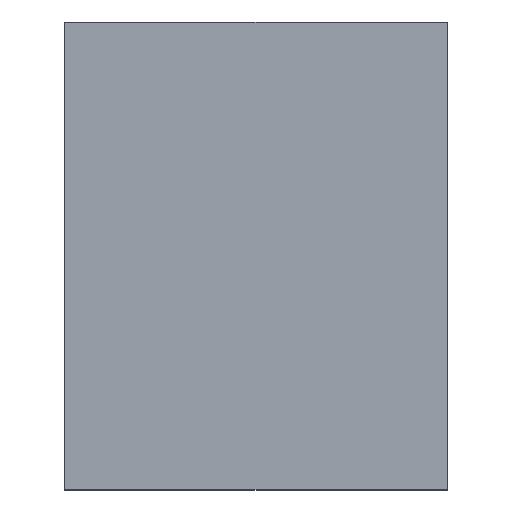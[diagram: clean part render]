
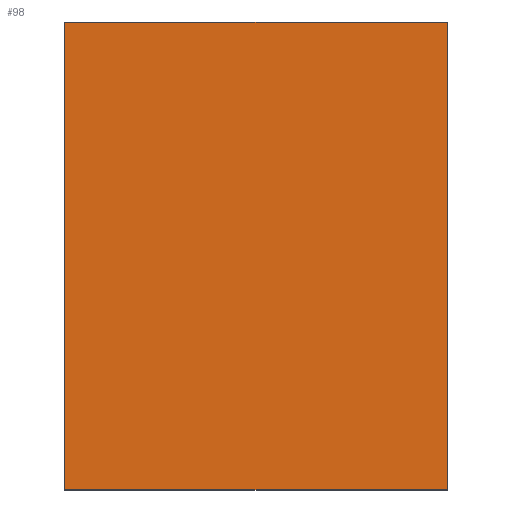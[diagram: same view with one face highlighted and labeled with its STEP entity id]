
A CAD part, top view. The second image highlights one B-rep face of the part: STEP entity #98.
In plain terms, the highlighted planar face has unit normal (0, 0, 1).
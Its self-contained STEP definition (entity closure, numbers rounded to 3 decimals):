
#7 = EDGE_CURVE ( 'NONE', #87, #66, #171, .T. ) ;
#12 = CARTESIAN_POINT ( 'NONE',  ( -315., 385., 10. ) ) ;
#13 = LINE ( 'NONE', #88, #28 ) ;
#17 = CARTESIAN_POINT ( 'NONE',  ( -315., -385., 10. ) ) ;
#28 = VECTOR ( 'NONE', #151, 1000. ) ;
#30 = CARTESIAN_POINT ( 'NONE',  ( -315., -385., 10. ) ) ;
#42 = ORIENTED_EDGE ( 'NONE', *, *, #113, .T. ) ;
#45 = VECTOR ( 'NONE', #168, 1000. ) ;
#57 = FACE_OUTER_BOUND ( 'NONE', #149, .T. ) ;
#64 = CARTESIAN_POINT ( 'NONE',  ( 315., 385., 10. ) ) ;
#66 = VERTEX_POINT ( 'NONE', #64 ) ;
#74 = PLANE ( 'NONE',  #182 ) ;
#77 = ORIENTED_EDGE ( 'NONE', *, *, #196, .T. ) ;
#79 = VECTOR ( 'NONE', #99, 1000. ) ;
#87 = VERTEX_POINT ( 'NONE', #118 ) ;
#88 = CARTESIAN_POINT ( 'NONE',  ( -315., -385., 10. ) ) ;
#91 = DIRECTION ( 'NONE',  ( -1., 0., 0. ) ) ;
#98 = ADVANCED_FACE ( 'NONE', ( #57 ), #74, .F. ) ;
#99 = DIRECTION ( 'NONE',  ( 0., 1., 0. ) ) ;
#100 = EDGE_CURVE ( 'NONE', #117, #184, #13, .T. ) ;
#101 = LINE ( 'NONE', #17, #45 ) ;
#105 = CARTESIAN_POINT ( 'NONE',  ( 0., 0., 10. ) ) ;
#109 = CARTESIAN_POINT ( 'NONE',  ( -315., 385., 10. ) ) ;
#113 = EDGE_CURVE ( 'NONE', #184, #87, #101, .T. ) ;
#114 = VECTOR ( 'NONE', #121, 1000. ) ;
#117 = VERTEX_POINT ( 'NONE', #12 ) ;
#118 = CARTESIAN_POINT ( 'NONE',  ( 315., -385., 10. ) ) ;
#121 = DIRECTION ( 'NONE',  ( -1., 0., 0. ) ) ;
#133 = LINE ( 'NONE', #109, #114 ) ;
#149 = EDGE_LOOP ( 'NONE', ( #172, #77, #165, #42 ) ) ;
#151 = DIRECTION ( 'NONE',  ( 0., -1., 0. ) ) ;
#165 = ORIENTED_EDGE ( 'NONE', *, *, #100, .T. ) ;
#168 = DIRECTION ( 'NONE',  ( 1., 0., 0. ) ) ;
#171 = LINE ( 'NONE', #183, #79 ) ;
#172 = ORIENTED_EDGE ( 'NONE', *, *, #7, .T. ) ;
#182 = AXIS2_PLACEMENT_3D ( 'NONE', #105, #185, #91 ) ;
#183 = CARTESIAN_POINT ( 'NONE',  ( 315., -385., 10. ) ) ;
#184 = VERTEX_POINT ( 'NONE', #30 ) ;
#185 = DIRECTION ( 'NONE',  ( 0., 0., -1. ) ) ;
#196 = EDGE_CURVE ( 'NONE', #66, #117, #133, .T. ) ;
